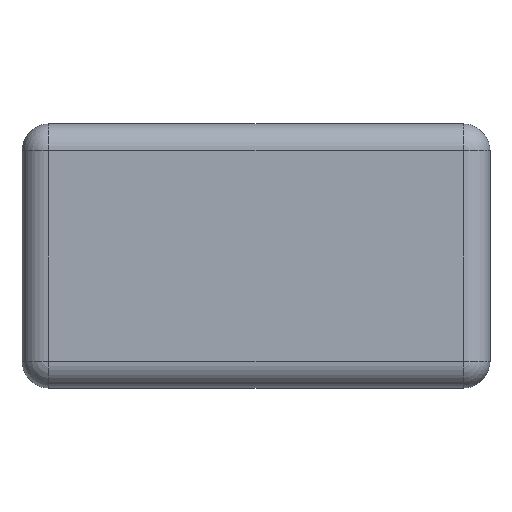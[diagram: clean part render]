
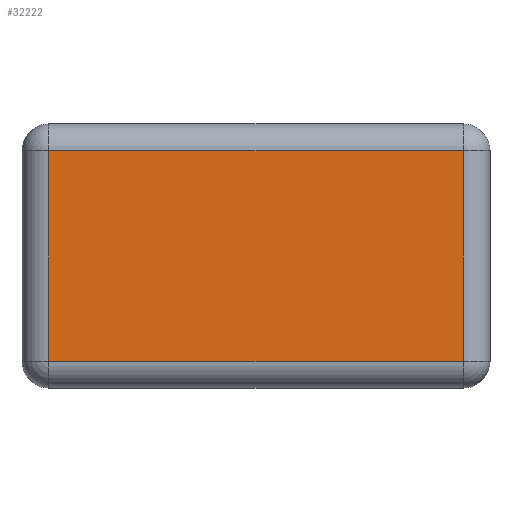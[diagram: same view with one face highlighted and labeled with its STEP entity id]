
A CAD part, front view. The second image highlights one B-rep face of the part: STEP entity #32222.
In plain terms, the highlighted planar face has unit normal (0, -1, 0).
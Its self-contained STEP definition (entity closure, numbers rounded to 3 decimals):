
#114 = VERTEX_POINT ( 'NONE', #21812 ) ;
#1859 = VECTOR ( 'NONE', #49799, 1000. ) ;
#2281 = VERTEX_POINT ( 'NONE', #19414 ) ;
#5228 = CARTESIAN_POINT ( 'NONE',  ( 0., -246.167, -312.901 ) ) ;
#8791 = ORIENTED_EDGE ( 'NONE', *, *, #33833, .T. ) ;
#9022 = PLANE ( 'NONE',  #64058 ) ;
#9293 = EDGE_CURVE ( 'NONE', #2281, #114, #17134, .T. ) ;
#17134 = LINE ( 'NONE', #5228, #39631 ) ;
#18811 = DIRECTION ( 'NONE',  ( 0., 0., 1. ) ) ;
#19414 = CARTESIAN_POINT ( 'NONE',  ( -616.273, -246.167, -312.901 ) ) ;
#21812 = CARTESIAN_POINT ( 'NONE',  ( 616.273, -246.167, -312.901 ) ) ;
#23934 = CARTESIAN_POINT ( 'NONE',  ( -616.273, -246.167, 312.901 ) ) ;
#24232 = DIRECTION ( 'NONE',  ( 1., 0., 0. ) ) ;
#32018 = VERTEX_POINT ( 'NONE', #57451 ) ;
#32222 = ADVANCED_FACE ( 'NONE', ( #38770 ), #9022, .T. ) ;
#32332 = VECTOR ( 'NONE', #46089, 1000. ) ;
#33833 = EDGE_CURVE ( 'NONE', #114, #32018, #49681, .T. ) ;
#35777 = LINE ( 'NONE', #47651, #32332 ) ;
#38770 = FACE_OUTER_BOUND ( 'NONE', #74700, .T. ) ;
#39631 = VECTOR ( 'NONE', #24232, 1000. ) ;
#41196 = ORIENTED_EDGE ( 'NONE', *, *, #9293, .T. ) ;
#42576 = CARTESIAN_POINT ( 'NONE',  ( 616.273, -246.167, 0. ) ) ;
#46089 = DIRECTION ( 'NONE',  ( -1., 0., 0. ) ) ;
#47651 = CARTESIAN_POINT ( 'NONE',  ( 0., -246.167, 312.901 ) ) ;
#49681 = LINE ( 'NONE', #42576, #50333 ) ;
#49714 = ORIENTED_EDGE ( 'NONE', *, *, #56275, .T. ) ;
#49799 = DIRECTION ( 'NONE',  ( 0., 0., -1. ) ) ;
#50333 = VECTOR ( 'NONE', #18811, 1000. ) ;
#50648 = DIRECTION ( 'NONE',  ( 0., -1., 0. ) ) ;
#51424 = CARTESIAN_POINT ( 'NONE',  ( 0., -246.167, 0. ) ) ;
#54580 = CARTESIAN_POINT ( 'NONE',  ( -616.273, -246.167, 0. ) ) ;
#56275 = EDGE_CURVE ( 'NONE', #72121, #2281, #72819, .T. ) ;
#56877 = EDGE_CURVE ( 'NONE', #32018, #72121, #35777, .T. ) ;
#57376 = ORIENTED_EDGE ( 'NONE', *, *, #56877, .T. ) ;
#57451 = CARTESIAN_POINT ( 'NONE',  ( 616.273, -246.167, 312.901 ) ) ;
#64058 = AXIS2_PLACEMENT_3D ( 'NONE', #51424, #50648, #75610 ) ;
#72121 = VERTEX_POINT ( 'NONE', #23934 ) ;
#72819 = LINE ( 'NONE', #54580, #1859 ) ;
#74700 = EDGE_LOOP ( 'NONE', ( #57376, #49714, #41196, #8791 ) ) ;
#75610 = DIRECTION ( 'NONE',  ( 0., 0., -1. ) ) ;
